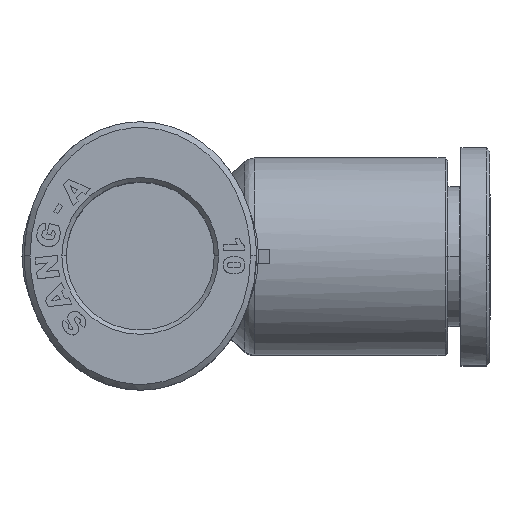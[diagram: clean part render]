
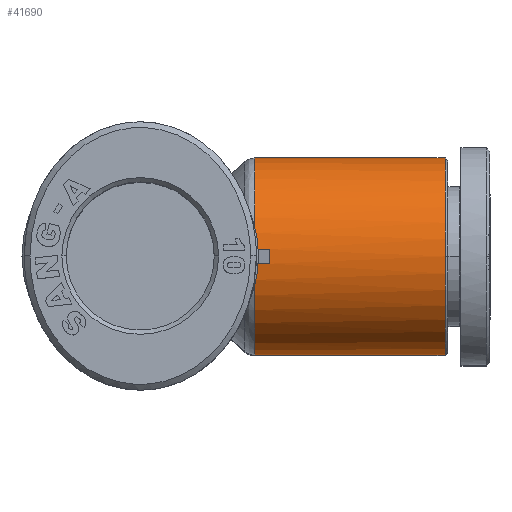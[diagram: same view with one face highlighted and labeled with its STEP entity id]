
A CAD part, top view. The second image highlights one B-rep face of the part: STEP entity #41690.
In plain terms, the highlighted cylindrical face has radius 6.8 mm (diameter 13.6 mm), a partial arc.
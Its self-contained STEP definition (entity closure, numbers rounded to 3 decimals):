
#167 = ORIENTED_EDGE ( 'NONE', *, *, #12453, .F. ) ;
#264 = CARTESIAN_POINT ( 'NONE',  ( -1.452, -0.5, -8.936 ) ) ;
#768 = VECTOR ( 'NONE', #25392, 1000. ) ;
#2138 = DIRECTION ( 'NONE',  ( 0., 0., 1. ) ) ;
#2492 = VERTEX_POINT ( 'NONE', #264 ) ;
#2508 = CARTESIAN_POINT ( 'NONE',  ( -8.233, 6.8, -21. ) ) ;
#5129 = EDGE_CURVE ( 'NONE', #5987, #29226, #43999, .T. ) ;
#5463 = ORIENTED_EDGE ( 'NONE', *, *, #50051, .T. ) ;
#5492 = CARTESIAN_POINT ( 'NONE',  ( -8.233, 6.8, -13.5 ) ) ;
#5987 = VERTEX_POINT ( 'NONE', #21461 ) ;
#7746 = VECTOR ( 'NONE', #32700, 1000. ) ;
#8604 = DIRECTION ( 'NONE',  ( 0., -1., 0. ) ) ;
#9094 = VECTOR ( 'NONE', #27918, 1000. ) ;
#10039 = CARTESIAN_POINT ( 'NONE',  ( -1.452, 0.5, -7.245 ) ) ;
#12453 = EDGE_CURVE ( 'NONE', #38755, #5987, #24008, .T. ) ;
#13324 = CARTESIAN_POINT ( 'NONE',  ( -8.233, -6.8, -21. ) ) ;
#13752 = FACE_OUTER_BOUND ( 'NONE', #44242, .T. ) ;
#14172 = CIRCLE ( 'NONE', #38863, 6.8 ) ;
#14961 = ORIENTED_EDGE ( 'NONE', *, *, #45885, .T. ) ;
#16149 = EDGE_CURVE ( 'NONE', #50208, #20469, #28322, .T. ) ;
#16825 = AXIS2_PLACEMENT_3D ( 'NONE', #24634, #32879, #42253 ) ;
#17213 = EDGE_CURVE ( 'NONE', #50224, #20469, #30274, .T. ) ;
#17660 = ORIENTED_EDGE ( 'NONE', *, *, #35391, .F. ) ;
#19547 = AXIS2_PLACEMENT_3D ( 'NONE', #27175, #2138, #23545 ) ;
#19909 = CARTESIAN_POINT ( 'NONE',  ( -8.233, 6.8, -7.884 ) ) ;
#20469 = VERTEX_POINT ( 'NONE', #29654 ) ;
#21298 = CARTESIAN_POINT ( 'NONE',  ( -1.433, 0., -21. ) ) ;
#21461 = CARTESIAN_POINT ( 'NONE',  ( -8.233, -6.8, -7.884 ) ) ;
#21634 =( BOUNDED_CURVE ( )  B_SPLINE_CURVE ( 3, ( #23212, #45074, #31635, #32387 ),
 .UNSPECIFIED., .F., .F. ) 
 B_SPLINE_CURVE_WITH_KNOTS ( ( 4, 4 ),
 ( 6.21, 6.357 ),
 .UNSPECIFIED. ) 
 CURVE ( )  GEOMETRIC_REPRESENTATION_ITEM ( )  RATIONAL_B_SPLINE_CURVE ( ( 1., 0.998, 0.998, 1. ) ) 
 REPRESENTATION_ITEM ( '' )  );
#21906 = EDGE_CURVE ( 'NONE', #38755, #27957, #24772, .T. ) ;
#23212 = CARTESIAN_POINT ( 'NONE',  ( -1.452, -0.5, -8.936 ) ) ;
#23545 = DIRECTION ( 'NONE',  ( 0., -1., 0. ) ) ;
#24007 = DIRECTION ( 'NONE',  ( 0., 0., -1. ) ) ;
#24008 = LINE ( 'NONE', #25583, #768 ) ;
#24139 = DIRECTION ( 'NONE',  ( 0., -1., 0. ) ) ;
#24152 = VERTEX_POINT ( 'NONE', #2508 ) ;
#24634 = CARTESIAN_POINT ( 'NONE',  ( -8.233, 0., -7.884 ) ) ;
#24772 = CIRCLE ( 'NONE', #35824, 6.8 ) ;
#25287 = ORIENTED_EDGE ( 'NONE', *, *, #47602, .T. ) ;
#25392 = DIRECTION ( 'NONE',  ( 0., 0., 1. ) ) ;
#25398 = ORIENTED_EDGE ( 'NONE', *, *, #21906, .T. ) ;
#25583 = CARTESIAN_POINT ( 'NONE',  ( -8.233, -6.8, -13.5 ) ) ;
#26320 = DIRECTION ( 'NONE',  ( 0., 0., 1. ) ) ;
#27175 = CARTESIAN_POINT ( 'NONE',  ( -8.233, 0., -13.5 ) ) ;
#27918 = DIRECTION ( 'NONE',  ( 0., 0., 1. ) ) ;
#27957 = VERTEX_POINT ( 'NONE', #21298 ) ;
#28322 = CIRCLE ( 'NONE', #48519, 6.8 ) ;
#29226 = VERTEX_POINT ( 'NONE', #30552 ) ;
#29654 = CARTESIAN_POINT ( 'NONE',  ( -1.452, 0.5, -7.884 ) ) ;
#30274 = LINE ( 'NONE', #10039, #9094 ) ;
#30552 = CARTESIAN_POINT ( 'NONE',  ( -1.452, -0.5, -7.884 ) ) ;
#31635 = CARTESIAN_POINT ( 'NONE',  ( -1.427, 0.167, -8.922 ) ) ;
#31637 = DIRECTION ( 'NONE',  ( 0., 0., 1. ) ) ;
#32068 = CARTESIAN_POINT ( 'NONE',  ( -8.233, 0., -7.884 ) ) ;
#32387 = CARTESIAN_POINT ( 'NONE',  ( -1.452, 0.5, -8.936 ) ) ;
#32700 = DIRECTION ( 'NONE',  ( 0., 0., 1. ) ) ;
#32879 = DIRECTION ( 'NONE',  ( 0., 0., 1. ) ) ;
#32939 = VECTOR ( 'NONE', #31637, 1000. ) ;
#35391 = EDGE_CURVE ( 'NONE', #2492, #50224, #21634, .T. ) ;
#35615 = CYLINDRICAL_SURFACE ( 'NONE', #19547, 6.8 ) ;
#35824 = AXIS2_PLACEMENT_3D ( 'NONE', #50452, #37796, #24139 ) ;
#36324 = ORIENTED_EDGE ( 'NONE', *, *, #16149, .T. ) ;
#37139 = CARTESIAN_POINT ( 'NONE',  ( -1.452, -0.5, -13.5 ) ) ;
#37796 = DIRECTION ( 'NONE',  ( 0., 0., 1. ) ) ;
#38103 = CARTESIAN_POINT ( 'NONE',  ( -1.452, 0.5, -8.936 ) ) ;
#38755 = VERTEX_POINT ( 'NONE', #13324 ) ;
#38863 = AXIS2_PLACEMENT_3D ( 'NONE', #43611, #26320, #8604 ) ;
#40889 = DIRECTION ( 'NONE',  ( 0., -1., 0. ) ) ;
#41252 = LINE ( 'NONE', #37139, #7746 ) ;
#41690 = ADVANCED_FACE ( 'NONE', ( #13752 ), #35615, .T. ) ;
#42253 = DIRECTION ( 'NONE',  ( 1., 0., 0. ) ) ;
#43611 = CARTESIAN_POINT ( 'NONE',  ( -8.233, 0., -21. ) ) ;
#43999 = CIRCLE ( 'NONE', #16825, 6.8 ) ;
#44242 = EDGE_LOOP ( 'NONE', ( #25287, #14961, #36324, #45598, #17660, #5463, #51010, #167, #25398 ) ) ;
#45074 = CARTESIAN_POINT ( 'NONE',  ( -1.427, -0.167, -8.922 ) ) ;
#45598 = ORIENTED_EDGE ( 'NONE', *, *, #17213, .F. ) ;
#45885 = EDGE_CURVE ( 'NONE', #24152, #50208, #52222, .T. ) ;
#47602 = EDGE_CURVE ( 'NONE', #27957, #24152, #14172, .T. ) ;
#48519 = AXIS2_PLACEMENT_3D ( 'NONE', #32068, #24007, #40889 ) ;
#50051 = EDGE_CURVE ( 'NONE', #2492, #29226, #41252, .T. ) ;
#50208 = VERTEX_POINT ( 'NONE', #19909 ) ;
#50224 = VERTEX_POINT ( 'NONE', #38103 ) ;
#50452 = CARTESIAN_POINT ( 'NONE',  ( -8.233, 0., -21. ) ) ;
#51010 = ORIENTED_EDGE ( 'NONE', *, *, #5129, .F. ) ;
#52222 = LINE ( 'NONE', #5492, #32939 ) ;
